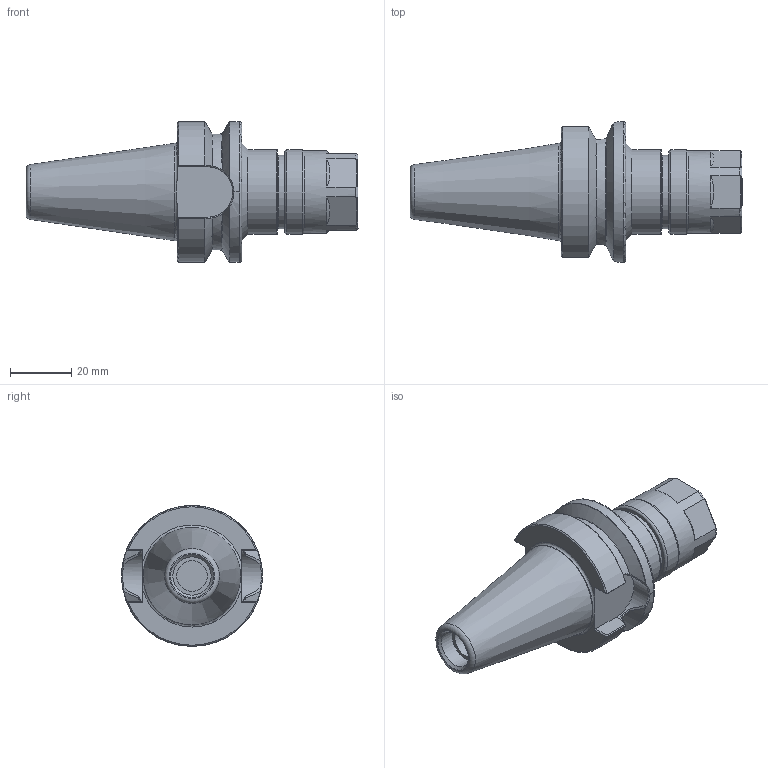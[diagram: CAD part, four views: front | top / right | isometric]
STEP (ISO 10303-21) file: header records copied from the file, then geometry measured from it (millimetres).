
FILE_DESCRIPTION((''),'2;1');
FILE_NAME('BT30-SK10-60D.stp','2018-02-15T13:25:10',(''),(''),'STEP Write','Mastercam 2017 ... CNC Software, Inc.','');
FILE_SCHEMA(('AUTOMOTIVE_DESIGN'));
Length unit declared in the file: inch
Products named in the file (1): None
Bounding box: 108.4 x 46 x 46 mm (x, y, z)
Volume: 70427.2 mm3; surface area: 14987.2 mm2
Topology: 1 solids, 1 shells, 115 faces, 287 edges, 180 vertices
Faces by surface type: plane 40, cylinder 30, torus 20, cone 16, sphere 7, bspline 2
Full cylindrical faces by diameter (mm): 10.109 x1, 12.5 x1, 14.859 x1, 24.13 x1, 26.975 x1, 27.534 x1, 27.584 x1, 31.75 x1
Entity records: 3877 total; most frequent: CARTESIAN_POINT 1323, ORIENTED_EDGE 520, DIRECTION 432, EDGE_CURVE 260, AXIS2_PLACEMENT_3D 181, VERTEX_POINT 172, EDGE_LOOP 140, STYLED_ITEM 118
